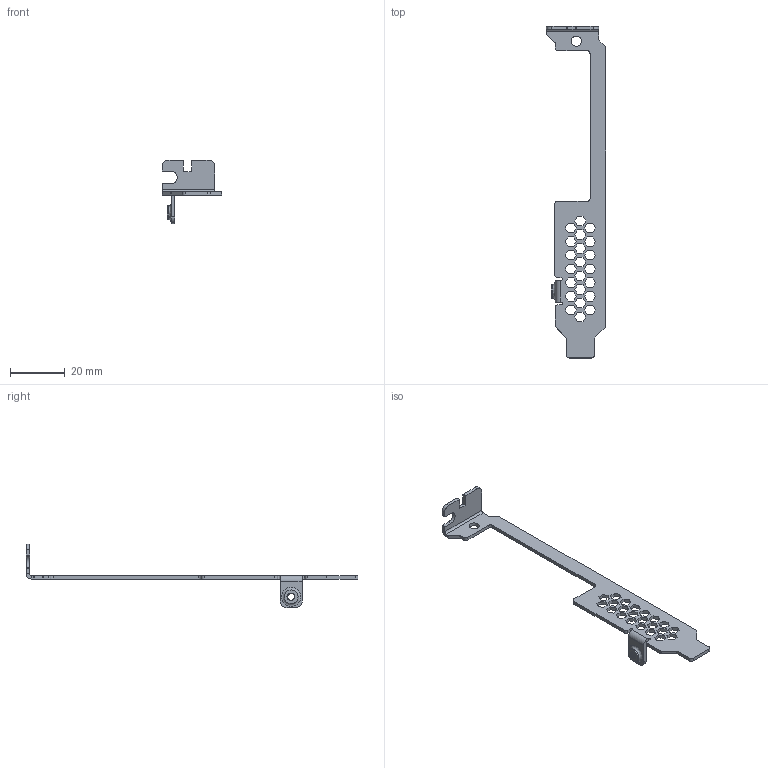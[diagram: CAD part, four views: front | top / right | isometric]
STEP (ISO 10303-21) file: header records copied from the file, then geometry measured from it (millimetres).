
FILE_DESCRIPTION(/* description */ (''),/* implementation_level */ '2;1');
FILE_NAME(/* name */ 'FLR挡板 V0.1 bate.step',/* time_stamp */ '2020-10-05T23:47:15+08:00',/* author */ (''),/* organization */ (''),/* preprocessor_version */ 'ST-DEVELOPER v18.1',/* originating_system */ 'Autodesk Translation Framework v9.3.0.1241',/* authorisation */ '');
FILE_SCHEMA (('AUTOMOTIVE_DESIGN { 1 0 10303 214 3 1 1 }'));
Length unit declared in the file: millimetre
Products named in the file (1): PCIe_Bracket
Bounding box: 21.59 x 121.28 x 23.2 mm (x, y, z)
Volume: 1870.4 mm3; surface area: 3777.3 mm2
Topology: 1 solids, 1 shells, 221 faces, 646 edges, 428 vertices
Faces by surface type: plane 172, cylinder 46, bspline 3
Full cylindrical faces by diameter (mm): 2.529 x3, 3.086 x1, 3.7 x1, 5 x1
Entity records: 8298 total; most frequent: CARTESIAN_POINT 2298, ORIENTED_EDGE 1292, DIRECTION 1127, EDGE_CURVE 646, LINE 543, VECTOR 543, VERTEX_POINT 428, AXIS2_PLACEMENT_3D 292
